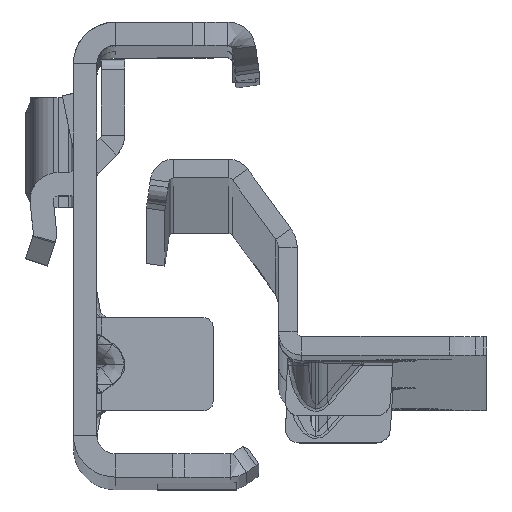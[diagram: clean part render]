
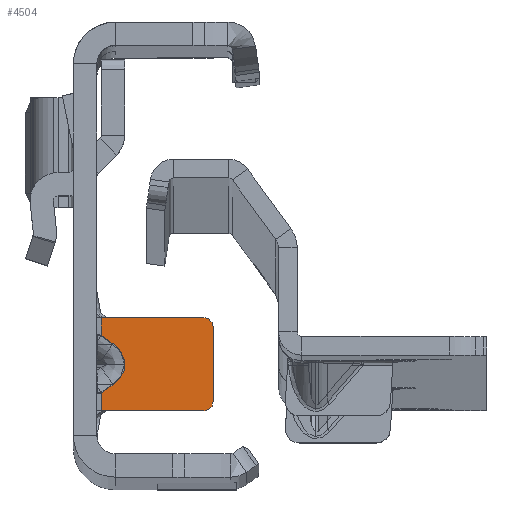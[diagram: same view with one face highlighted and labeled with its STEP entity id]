
A CAD part, top view. The second image highlights one B-rep face of the part: STEP entity #4504.
In plain terms, the highlighted planar face has unit normal (0, 0, 1).
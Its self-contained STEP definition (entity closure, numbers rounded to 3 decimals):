
#56 = CARTESIAN_POINT ( 'NONE',  ( 3.573, -11.508, -741.5 ) ) ;
#199 = EDGE_CURVE ( 'NONE', #444, #15732, #13050, .T. ) ;
#306 = EDGE_CURVE ( 'NONE', #14147, #10857, #17953, .T. ) ;
#444 = VERTEX_POINT ( 'NONE', #9579 ) ;
#453 = PLANE ( 'NONE',  #13174 ) ;
#964 = CARTESIAN_POINT ( 'NONE',  ( 1.757, -12.792, -741.5 ) ) ;
#1300 = CARTESIAN_POINT ( 'NONE',  ( 1.757, -8.408, -741.5 ) ) ;
#1642 = VERTEX_POINT ( 'NONE', #15440 ) ;
#1768 = EDGE_CURVE ( 'NONE', #15732, #1642, #15900, .T. ) ;
#2222 = EDGE_CURVE ( 'NONE', #10388, #3918, #14815, .T. ) ;
#2325 = VECTOR ( 'NONE', #8047, 1000. ) ;
#2341 = DIRECTION ( 'NONE',  ( -1., 0., 0. ) ) ;
#2463 = CARTESIAN_POINT ( 'NONE',  ( 0.708, -5.6, -741.5 ) ) ;
#2522 = EDGE_CURVE ( 'NONE', #9578, #3918, #17572, .T. ) ;
#2534 = CARTESIAN_POINT ( 'NONE',  ( -1.826, -5.6, -741.5 ) ) ;
#2784 = CARTESIAN_POINT ( 'NONE',  ( 0.708, -15.6, -741.5 ) ) ;
#2910 = ORIENTED_EDGE ( 'NONE', *, *, #16721, .T. ) ;
#3157 = LINE ( 'NONE', #9184, #7123 ) ;
#3160 = FACE_OUTER_BOUND ( 'NONE', #12462, .T. ) ;
#3317 = CARTESIAN_POINT ( 'NONE',  ( 11.5, -14.6, -741.5 ) ) ;
#3345 = DIRECTION ( 'NONE',  ( 0., 0., -1. ) ) ;
#3918 = VERTEX_POINT ( 'NONE', #13685 ) ;
#4033 = DIRECTION ( 'NONE',  ( 0., -1., 0. ) ) ;
#4250 = DIRECTION ( 'NONE',  ( -0.816, 0.577, 0. ) ) ;
#4416 = CARTESIAN_POINT ( 'NONE',  ( 2.624, -12.179, -741.5 ) ) ;
#4449 = ORIENTED_EDGE ( 'NONE', *, *, #11480, .F. ) ;
#4504 = ADVANCED_FACE ( 'NONE', ( #3160 ), #453, .F. ) ;
#4687 = CARTESIAN_POINT ( 'NONE',  ( -37.326, 22.3, -741.5 ) ) ;
#4706 = DIRECTION ( 'NONE',  ( -1., 0., 0. ) ) ;
#4782 = DIRECTION ( 'NONE',  ( 0., 1., 0. ) ) ;
#4927 = DIRECTION ( 'NONE',  ( 0., 1., 0. ) ) ;
#5617 = CARTESIAN_POINT ( 'NONE',  ( 0.5, -15.6, -741.5 ) ) ;
#5648 = AXIS2_PLACEMENT_3D ( 'NONE', #3317, #11767, #8785 ) ;
#5757 = EDGE_CURVE ( 'NONE', #14147, #444, #16273, .T. ) ;
#6325 = VERTEX_POINT ( 'NONE', #10279 ) ;
#6357 = CARTESIAN_POINT ( 'NONE',  ( 0.5, -7.519, -741.5 ) ) ;
#6403 = CARTESIAN_POINT ( 'NONE',  ( 0.5, 22.3, -741.5 ) ) ;
#6676 = LINE ( 'NONE', #2534, #10746 ) ;
#7106 = AXIS2_PLACEMENT_3D ( 'NONE', #8449, #12959, #4033 ) ;
#7123 = VECTOR ( 'NONE', #9001, 1000. ) ;
#7221 = CARTESIAN_POINT ( 'NONE',  ( 1.367, -8.131, -741.5 ) ) ;
#7798 = CIRCLE ( 'NONE', #5648, 1. ) ;
#7945 = ORIENTED_EDGE ( 'NONE', *, *, #2222, .F. ) ;
#8047 = DIRECTION ( 'NONE',  ( 1., 0., 0. ) ) ;
#8121 = ORIENTED_EDGE ( 'NONE', *, *, #14692, .T. ) ;
#8328 = ORIENTED_EDGE ( 'NONE', *, *, #306, .T. ) ;
#8449 = CARTESIAN_POINT ( 'NONE',  ( 11.5, -6.6, -741.5 ) ) ;
#8455 = EDGE_CURVE ( 'NONE', #18760, #6325, #3157, .T. ) ;
#8556 = VECTOR ( 'NONE', #16559, 1000. ) ;
#8591 = DIRECTION ( 'NONE',  ( 1., 0., 0. ) ) ;
#8785 = DIRECTION ( 'NONE',  ( 0., 1., 0. ) ) ;
#9001 = DIRECTION ( 'NONE',  ( 0., 1., 0. ) ) ;
#9184 = CARTESIAN_POINT ( 'NONE',  ( 12.5, -6.6, -741.5 ) ) ;
#9253 = CARTESIAN_POINT ( 'NONE',  ( 0.5, 22.3, -741.5 ) ) ;
#9359 = VECTOR ( 'NONE', #16208, 1000. ) ;
#9472 = VECTOR ( 'NONE', #8591, 1000. ) ;
#9559 = CIRCLE ( 'NONE', #7106, 1. ) ;
#9578 = VERTEX_POINT ( 'NONE', #2463 ) ;
#9579 = CARTESIAN_POINT ( 'NONE',  ( 0.5, -13.681, -741.5 ) ) ;
#9952 = ORIENTED_EDGE ( 'NONE', *, *, #13616, .T. ) ;
#10279 = CARTESIAN_POINT ( 'NONE',  ( 12.5, -6.6, -741.5 ) ) ;
#10388 = VERTEX_POINT ( 'NONE', #6357 ) ;
#10610 = CARTESIAN_POINT ( 'NONE',  ( 11.5, -5.6, -741.5 ) ) ;
#10746 = VECTOR ( 'NONE', #2341, 1000. ) ;
#10857 = VERTEX_POINT ( 'NONE', #2784 ) ;
#11300 = ORIENTED_EDGE ( 'NONE', *, *, #1768, .F. ) ;
#11480 = EDGE_CURVE ( 'NONE', #1642, #10388, #17400, .T. ) ;
#11663 = CARTESIAN_POINT ( 'NONE',  ( -1.826, -15.6, -741.5 ) ) ;
#11767 = DIRECTION ( 'NONE',  ( 0., 0., 1. ) ) ;
#12408 = EDGE_CURVE ( 'NONE', #10857, #14220, #18864, .T. ) ;
#12462 = EDGE_LOOP ( 'NONE', ( #4449, #11300, #16158, #14975, #8328, #14194, #2910, #15293, #8121, #9952, #14845, #7945 ) ) ;
#12959 = DIRECTION ( 'NONE',  ( 0., 0., 1. ) ) ;
#13050 = LINE ( 'NONE', #4416, #9359 ) ;
#13174 = AXIS2_PLACEMENT_3D ( 'NONE', #4687, #3345, #4782 ) ;
#13616 = EDGE_CURVE ( 'NONE', #16756, #9578, #6676, .T. ) ;
#13685 = CARTESIAN_POINT ( 'NONE',  ( 0.5, -5.6, -741.5 ) ) ;
#14027 = VECTOR ( 'NONE', #4706, 1000. ) ;
#14147 = VERTEX_POINT ( 'NONE', #5617 ) ;
#14194 = ORIENTED_EDGE ( 'NONE', *, *, #12408, .T. ) ;
#14220 = VERTEX_POINT ( 'NONE', #16638 ) ;
#14692 = EDGE_CURVE ( 'NONE', #6325, #16756, #9559, .T. ) ;
#14815 = LINE ( 'NONE', #9253, #14937 ) ;
#14845 = ORIENTED_EDGE ( 'NONE', *, *, #2522, .T. ) ;
#14937 = VECTOR ( 'NONE', #4927, 1000. ) ;
#14975 = ORIENTED_EDGE ( 'NONE', *, *, #5757, .F. ) ;
#15293 = ORIENTED_EDGE ( 'NONE', *, *, #8455, .T. ) ;
#15440 = CARTESIAN_POINT ( 'NONE',  ( 1.757, -8.408, -741.5 ) ) ;
#15732 = VERTEX_POINT ( 'NONE', #964 ) ;
#15900 =( BOUNDED_CURVE ( )  B_SPLINE_CURVE ( 3, ( #15901, #56, #17735, #1300 ),
 .UNSPECIFIED., .F., .F. ) 
 B_SPLINE_CURVE_WITH_KNOTS ( ( 4, 4 ),
 ( 2.356, 3.927 ),
 .UNSPECIFIED. ) 
 CURVE ( )  GEOMETRIC_REPRESENTATION_ITEM ( )  RATIONAL_B_SPLINE_CURVE ( ( 1., 0.805, 0.805, 1. ) ) 
 REPRESENTATION_ITEM ( '' )  );
#15901 = CARTESIAN_POINT ( 'NONE',  ( 1.757, -12.792, -741.5 ) ) ;
#16158 = ORIENTED_EDGE ( 'NONE', *, *, #199, .F. ) ;
#16208 = DIRECTION ( 'NONE',  ( 0.816, 0.577, 0. ) ) ;
#16273 = LINE ( 'NONE', #6403, #8556 ) ;
#16559 = DIRECTION ( 'NONE',  ( 0., 1., 0. ) ) ;
#16638 = CARTESIAN_POINT ( 'NONE',  ( 11.5, -15.6, -741.5 ) ) ;
#16721 = EDGE_CURVE ( 'NONE', #14220, #18760, #7798, .T. ) ;
#16756 = VERTEX_POINT ( 'NONE', #10610 ) ;
#16775 = CARTESIAN_POINT ( 'NONE',  ( -1.826, -15.6, -741.5 ) ) ;
#17400 = LINE ( 'NONE', #7221, #17629 ) ;
#17560 = CARTESIAN_POINT ( 'NONE',  ( 12.5, -14.6, -741.5 ) ) ;
#17572 = LINE ( 'NONE', #17762, #14027 ) ;
#17629 = VECTOR ( 'NONE', #4250, 1000. ) ;
#17735 = CARTESIAN_POINT ( 'NONE',  ( 3.573, -9.692, -741.5 ) ) ;
#17762 = CARTESIAN_POINT ( 'NONE',  ( -1.826, -5.6, -741.5 ) ) ;
#17953 = LINE ( 'NONE', #16775, #2325 ) ;
#18760 = VERTEX_POINT ( 'NONE', #17560 ) ;
#18864 = LINE ( 'NONE', #11663, #9472 ) ;
